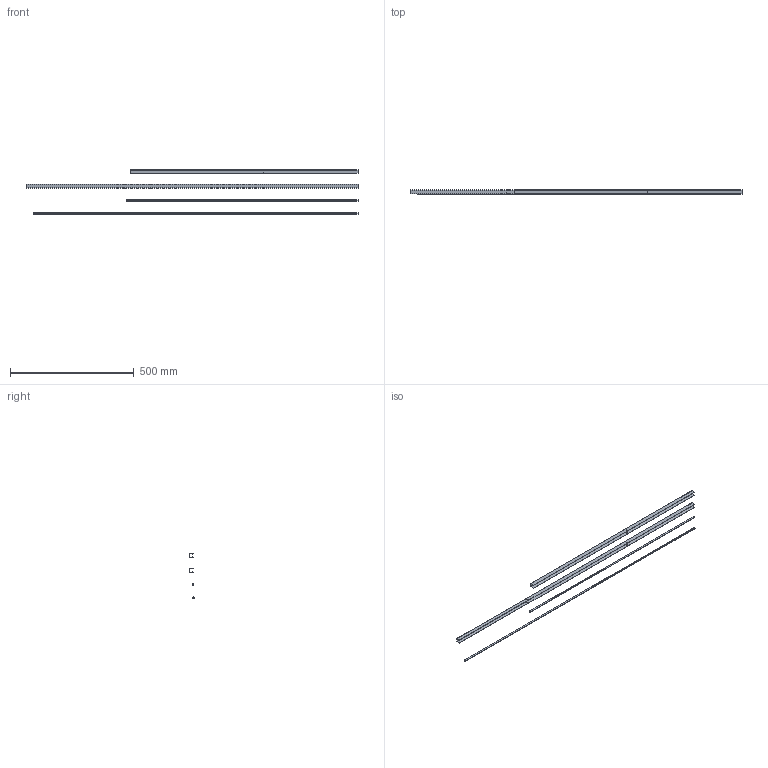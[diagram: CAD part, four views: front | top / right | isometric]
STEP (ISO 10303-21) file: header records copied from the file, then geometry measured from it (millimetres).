
FILE_DESCRIPTION((''),'2;1');
FILE_NAME('ASM0001_ASM','2022-02-08T10:15:38',('MLOLI'),(''),'CREO PARAMETRIC BY PTC INC, 2020454','CREO PARAMETRIC BY PTC INC, 2020454','');
FILE_SCHEMA(('CONFIG_CONTROL_DESIGN'));
Length unit declared in the file: millimetre
Products named in the file (5): 0665018400000; 0665018500000; 0665014600000; 0665014700000; ASM0001_ASM
Assembly tree (4 placements, depth 2):
  ASM0001_ASM
    0665018400000
    0665018500000
    0665014600000
    0665014700000
Bounding box: 1340 x 19 x 180.87 mm (x, y, z)
Volume: 144632.9 mm3; surface area: 284395 mm2
Topology: 4 solids, 6 shells, 100 faces, 290 edges, 188 vertices
Faces by surface type: plane 72, cylinder 28
Entity records: 3473 total; most frequent: CARTESIAN_POINT 593, DIRECTION 584, ORIENTED_EDGE 568, EDGE_CURVE 288, VECTOR 234, LINE 234, VERTEX_POINT 184, AXIS2_PLACEMENT_3D 175
